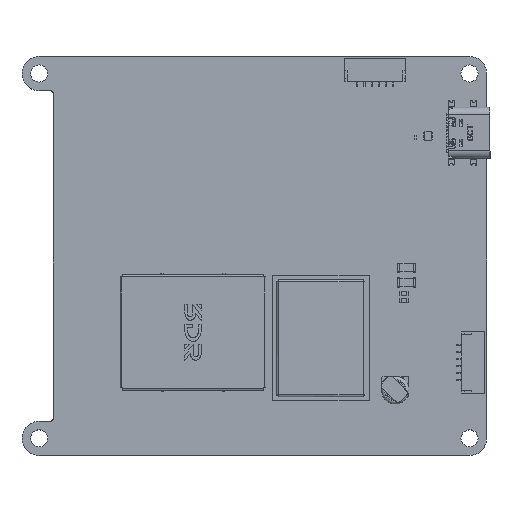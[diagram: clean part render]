
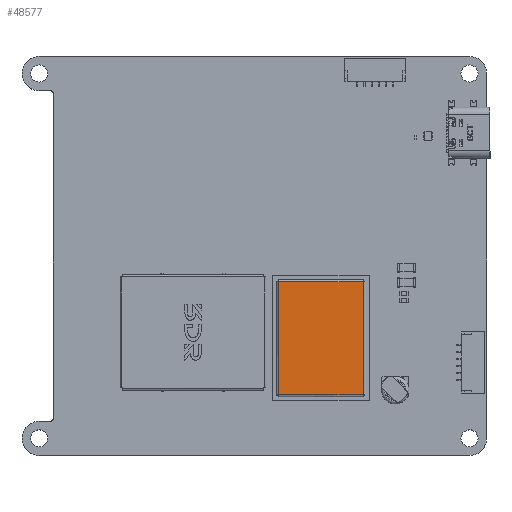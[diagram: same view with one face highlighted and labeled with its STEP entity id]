
A CAD part, top view. The second image highlights one B-rep face of the part: STEP entity #48577.
In plain terms, the highlighted planar face has unit normal (0, 0, 1).
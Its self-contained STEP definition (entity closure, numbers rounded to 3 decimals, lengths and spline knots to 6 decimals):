
#5755=LINE('',#79711,#11157);
#5756=LINE('',#79714,#11158);
#5757=LINE('',#79716,#11159);
#5758=LINE('',#79718,#11160);
#11157=VECTOR('',#66484,1.);
#11158=VECTOR('',#66485,1.);
#11159=VECTOR('',#66486,1.);
#11160=VECTOR('',#66487,1.);
#20290=ORIENTED_EDGE('',*,*,#31150,.T.);
#20291=ORIENTED_EDGE('',*,*,#31151,.T.);
#20292=ORIENTED_EDGE('',*,*,#31152,.T.);
#20293=ORIENTED_EDGE('',*,*,#31153,.T.);
#31150=EDGE_CURVE('',#37073,#37074,#5755,.T.);
#31151=EDGE_CURVE('',#37074,#37075,#5756,.T.);
#31152=EDGE_CURVE('',#37075,#37076,#5757,.T.);
#31153=EDGE_CURVE('',#37076,#37073,#5758,.T.);
#37073=VERTEX_POINT('',#79712);
#37074=VERTEX_POINT('',#79713);
#37075=VERTEX_POINT('',#79715);
#37076=VERTEX_POINT('',#79717);
#41391=EDGE_LOOP('',(#20290,#20291,#20292,#20293));
#44176=FACE_BOUND('',#41391,.T.);
#46607=PLANE('',#58651);
#48577=ADVANCED_FACE('',(#44176),#46607,.F.);
#58651=AXIS2_PLACEMENT_3D('',#79710,#66482,#66483);
#66482=DIRECTION('',(0.,0.,-1.));
#66483=DIRECTION('',(1.,0.,0.));
#66484=DIRECTION('',(1.,0.,0.));
#66485=DIRECTION('',(0.,1.,0.));
#66486=DIRECTION('',(-1.,0.,0.));
#66487=DIRECTION('',(0.,-1.,0.));
#79710=CARTESIAN_POINT('',(0.011664,-0.014431,0.004195));
#79711=CARTESIAN_POINT('',(0.004197,-0.024369,0.004195));
#79712=CARTESIAN_POINT('',(0.004226,-0.024369,0.004195));
#79713=CARTESIAN_POINT('',(0.019102,-0.024369,0.004195));
#79714=CARTESIAN_POINT('',(0.019102,-0.024398,0.004195));
#79715=CARTESIAN_POINT('',(0.019102,-0.004493,0.004195));
#79716=CARTESIAN_POINT('',(0.019132,-0.004493,0.004195));
#79717=CARTESIAN_POINT('',(0.004226,-0.004493,0.004195));
#79718=CARTESIAN_POINT('',(0.004226,-0.004464,0.004195));
